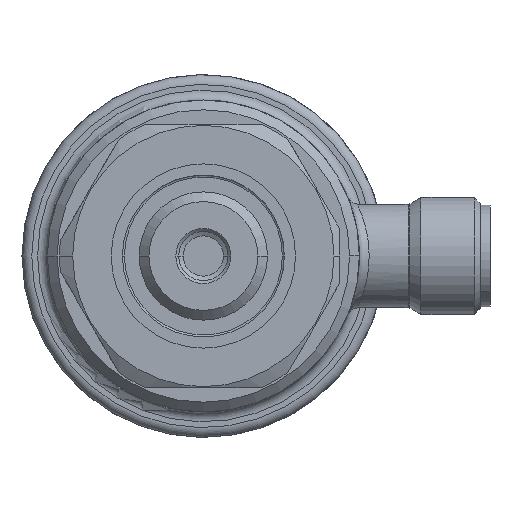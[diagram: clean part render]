
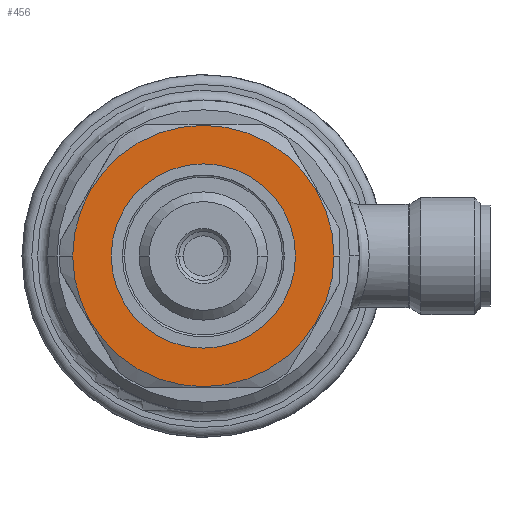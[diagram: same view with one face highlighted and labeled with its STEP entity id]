
A CAD part, front view. The second image highlights one B-rep face of the part: STEP entity #456.
In plain terms, the highlighted face is planar.
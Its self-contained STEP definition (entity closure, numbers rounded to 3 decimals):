
#9 = CIRCLE ( 'NONE', #5888, 9.45 ) ;
#78 = EDGE_CURVE ( 'NONE', #2990, #246, #3740, .T. ) ;
#246 = VERTEX_POINT ( 'NONE', #2008 ) ;
#404 = EDGE_CURVE ( 'NONE', #246, #2990, #9, .T. ) ;
#431 = CARTESIAN_POINT ( 'NONE',  ( 14., 0., -13.4 ) ) ;
#456 = ADVANCED_FACE ( 'NONE', ( #7419, #8215 ), #3317, .F. ) ;
#1036 = CARTESIAN_POINT ( 'NONE',  ( 14., 0., 0. ) ) ;
#1060 = CARTESIAN_POINT ( 'NONE',  ( 14., 0., 9.45 ) ) ;
#1391 = AXIS2_PLACEMENT_3D ( 'NONE', #3001, #7622, #3705 ) ;
#1527 = CARTESIAN_POINT ( 'NONE',  ( 14., 0., 13.4 ) ) ;
#1773 = ORIENTED_EDGE ( 'NONE', *, *, #404, .F. ) ;
#1898 = DIRECTION ( 'NONE',  ( 0., 0., 1. ) ) ;
#2008 = CARTESIAN_POINT ( 'NONE',  ( 14., 0., -9.45 ) ) ;
#2709 = EDGE_LOOP ( 'NONE', ( #5480, #6275 ) ) ;
#2831 = DIRECTION ( 'NONE',  ( -1., 0., 0. ) ) ;
#2990 = VERTEX_POINT ( 'NONE', #1060 ) ;
#3001 = CARTESIAN_POINT ( 'NONE',  ( 14., 0., 0. ) ) ;
#3317 = PLANE ( 'NONE',  #7594 ) ;
#3350 = AXIS2_PLACEMENT_3D ( 'NONE', #6176, #8604, #1898 ) ;
#3705 = DIRECTION ( 'NONE',  ( 0., 0., 1. ) ) ;
#3740 = CIRCLE ( 'NONE', #3350, 9.45 ) ;
#3815 = EDGE_LOOP ( 'NONE', ( #3974, #1773 ) ) ;
#3843 = EDGE_CURVE ( 'NONE', #3908, #4211, #6332, .T. ) ;
#3908 = VERTEX_POINT ( 'NONE', #1527 ) ;
#3974 = ORIENTED_EDGE ( 'NONE', *, *, #78, .F. ) ;
#3993 = DIRECTION ( 'NONE',  ( -1., 0., 0. ) ) ;
#4024 = DIRECTION ( 'NONE',  ( 0., 0., 1. ) ) ;
#4211 = VERTEX_POINT ( 'NONE', #431 ) ;
#5480 = ORIENTED_EDGE ( 'NONE', *, *, #8187, .T. ) ;
#5888 = AXIS2_PLACEMENT_3D ( 'NONE', #1036, #3993, #4024 ) ;
#6176 = CARTESIAN_POINT ( 'NONE',  ( 14., 0., 0. ) ) ;
#6275 = ORIENTED_EDGE ( 'NONE', *, *, #3843, .T. ) ;
#6332 = CIRCLE ( 'NONE', #7396, 13.4 ) ;
#6840 = CARTESIAN_POINT ( 'NONE',  ( 14., 0., 0. ) ) ;
#7396 = AXIS2_PLACEMENT_3D ( 'NONE', #6840, #2831, #7463 ) ;
#7419 = FACE_BOUND ( 'NONE', #3815, .T. ) ;
#7463 = DIRECTION ( 'NONE',  ( 0., 0., 1. ) ) ;
#7594 = AXIS2_PLACEMENT_3D ( 'NONE', #7742, #8305, #7685 ) ;
#7622 = DIRECTION ( 'NONE',  ( -1., 0., 0. ) ) ;
#7665 = CIRCLE ( 'NONE', #1391, 13.4 ) ;
#7685 = DIRECTION ( 'NONE',  ( 0., 0., -1. ) ) ;
#7742 = CARTESIAN_POINT ( 'NONE',  ( 14., 9.45, 0. ) ) ;
#8187 = EDGE_CURVE ( 'NONE', #4211, #3908, #7665, .T. ) ;
#8215 = FACE_OUTER_BOUND ( 'NONE', #2709, .T. ) ;
#8305 = DIRECTION ( 'NONE',  ( 1., 0., 0. ) ) ;
#8604 = DIRECTION ( 'NONE',  ( -1., 0., 0. ) ) ;
